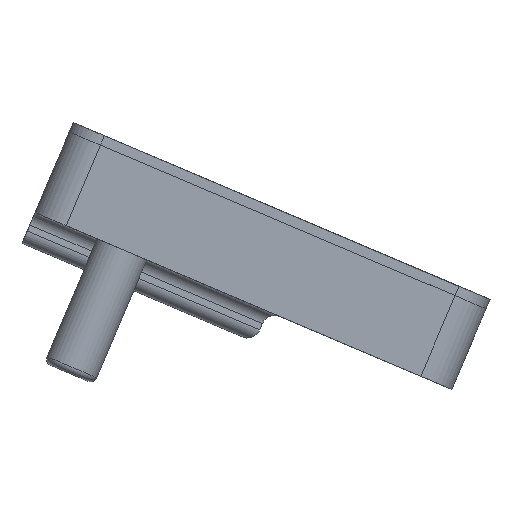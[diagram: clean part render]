
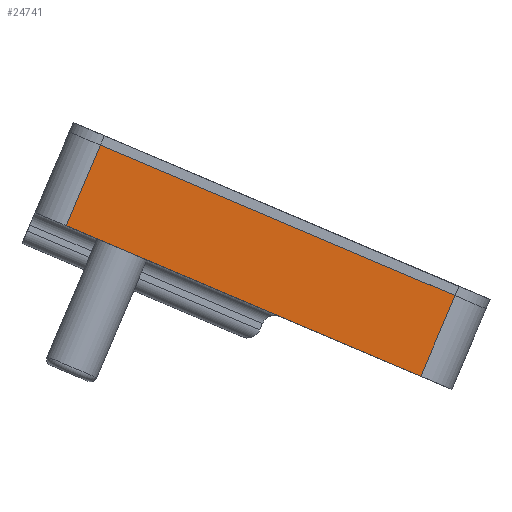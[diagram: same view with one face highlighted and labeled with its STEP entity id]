
A CAD part, left-side view. The second image highlights one B-rep face of the part: STEP entity #24741.
In plain terms, the highlighted planar face has unit normal (-1, 0, 0).
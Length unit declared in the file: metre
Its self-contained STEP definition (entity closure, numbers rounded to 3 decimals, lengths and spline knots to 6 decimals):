
#2534=ORIENTED_EDGE('',*,*,#9445,.T.);
#2535=ORIENTED_EDGE('',*,*,#9542,.T.);
#2536=ORIENTED_EDGE('',*,*,#9528,.F.);
#2537=ORIENTED_EDGE('',*,*,#9543,.T.);
#9445=EDGE_CURVE('',#12979,#12978,#15341,.T.);
#9528=EDGE_CURVE('',#13060,#13061,#15409,.T.);
#9542=EDGE_CURVE('',#12978,#13061,#15412,.F.);
#9543=EDGE_CURVE('',#13060,#12979,#15413,.T.);
#12978=VERTEX_POINT('',#37186);
#12979=VERTEX_POINT('',#37188);
#13060=VERTEX_POINT('',#37354);
#13061=VERTEX_POINT('',#37355);
#15341=LINE('',#37187,#17988);
#15409=LINE('',#37353,#18056);
#15412=LINE('',#37392,#18059);
#15413=LINE('',#37393,#18060);
#17988=VECTOR('',#30463,1.);
#18056=VECTOR('',#30565,1.);
#18059=VECTOR('',#30614,1.);
#18060=VECTOR('',#30615,1.);
#20637=EDGE_LOOP('',(#2534,#2535,#2536,#2537));
#22226=FACE_BOUND('',#20637,.T.);
#23729=PLANE('',#28232);
#24741=ADVANCED_FACE('',(#22226),#23729,.F.);
#28232=AXIS2_PLACEMENT_3D('',#37391,#30612,#30613);
#30463=DIRECTION('',(0.,-1.,0.));
#30565=DIRECTION('',(0.,-1.,0.));
#30612=DIRECTION('',(1.,0.,0.));
#30613=DIRECTION('',(0.,0.,-1.));
#30614=DIRECTION('',(0.,0.,-1.));
#30615=DIRECTION('',(0.,0.,-1.));
#37186=CARTESIAN_POINT('',(-0.0515,-0.0286,0.));
#37187=CARTESIAN_POINT('',(-0.0515,0.,0.));
#37188=CARTESIAN_POINT('',(-0.0515,0.0286,0.));
#37353=CARTESIAN_POINT('',(-0.0515,0.,0.013));
#37354=CARTESIAN_POINT('',(-0.0515,0.0286,0.013));
#37355=CARTESIAN_POINT('',(-0.0515,-0.0286,0.013));
#37391=CARTESIAN_POINT('',(-0.0515,0.,0.013));
#37392=CARTESIAN_POINT('',(-0.0515,-0.0286,0.013));
#37393=CARTESIAN_POINT('',(-0.0515,0.0286,0.013));
